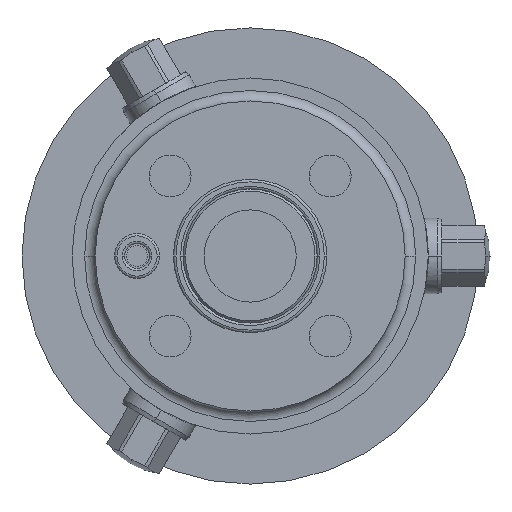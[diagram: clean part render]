
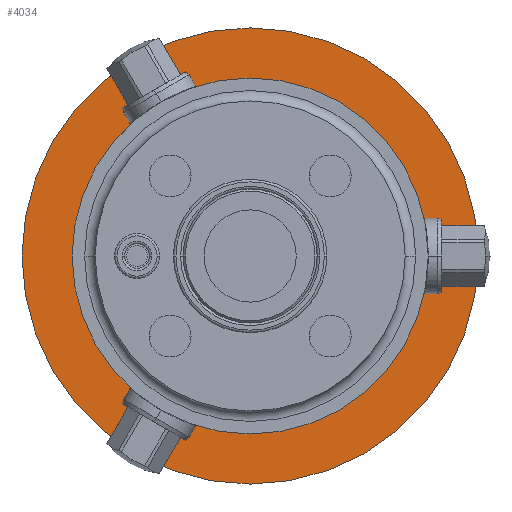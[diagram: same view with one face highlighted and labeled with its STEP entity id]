
A CAD part, front view. The second image highlights one B-rep face of the part: STEP entity #4034.
In plain terms, the highlighted planar face has unit normal (0, -1, 0).
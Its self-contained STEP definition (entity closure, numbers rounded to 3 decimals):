
#1401=CARTESIAN_POINT('',(0.,80.,0.));
#1402=DIRECTION('',(0.,-1.,0.));
#1403=DIRECTION('',(1.,0.,0.));
#1404=AXIS2_PLACEMENT_3D('',#1401,#1402,#1403);
#1409=CARTESIAN_POINT('',(0.,80.,0.));
#1410=DIRECTION('',(0.,1.,0.));
#1411=DIRECTION('',(1.,0.,0.));
#1412=AXIS2_PLACEMENT_3D('',#1409,#1410,#1411);
#1417=CARTESIAN_POINT('',(0.,80.,0.));
#1418=DIRECTION('',(0.,1.,0.));
#1419=DIRECTION('',(1.,0.,0.));
#1420=AXIS2_PLACEMENT_3D('',#1417,#1418,#1419);
#1432=CARTESIAN_POINT('',(0.,80.,0.));
#1433=DIRECTION('',(0.,-1.,0.));
#1434=DIRECTION('',(1.,0.,0.));
#1435=AXIS2_PLACEMENT_3D('',#1432,#1433,#1434);
#2387=CARTESIAN_POINT('',(54.45,80.,0.));
#2389=VERTEX_POINT('',#2387);
#2412=CARTESIAN_POINT('',(-42.5,80.,0.));
#2414=VERTEX_POINT('',#2412);
#2415=CARTESIAN_POINT('',(-54.45,80.,0.));
#2417=VERTEX_POINT('',#2415);
#2423=CARTESIAN_POINT('',(42.5,80.,0.));
#2424=VERTEX_POINT('',#2423);
#4019=CARTESIAN_POINT('',(0.,80.,0.));
#4020=DIRECTION('',(0.,1.,0.));
#4021=DIRECTION('',(1.,0.,0.));
#4022=AXIS2_PLACEMENT_3D('',#4019,#4020,#4021);
#4023=PLANE('',#4022);
#4025=ORIENTED_EDGE('',*,*,#4024,.T.);
#4027=ORIENTED_EDGE('',*,*,#4026,.F.);
#4028=EDGE_LOOP('',(#4025,#4027));
#4029=FACE_OUTER_BOUND('',#4028,.F.);
#4030=ORIENTED_EDGE('',*,*,#2979,.T.);
#4031=ORIENTED_EDGE('',*,*,#2952,.F.);
#4032=EDGE_LOOP('',(#4030,#4031));
#4033=FACE_BOUND('',#4032,.F.);
#1405=CIRCLE('',#1404,42.5);
#1413=CIRCLE('',#1412,42.5);
#1421=CIRCLE('',#1420,54.45);
#1436=CIRCLE('',#1435,54.45);
#2952=EDGE_CURVE('',#2424,#2414,#1413,.T.);
#2979=EDGE_CURVE('',#2424,#2414,#1405,.T.);
#4024=EDGE_CURVE('',#2389,#2417,#1421,.T.);
#4026=EDGE_CURVE('',#2389,#2417,#1436,.T.);
#4034=ADVANCED_FACE('',(#4029,#4033),#4023,.F.);
